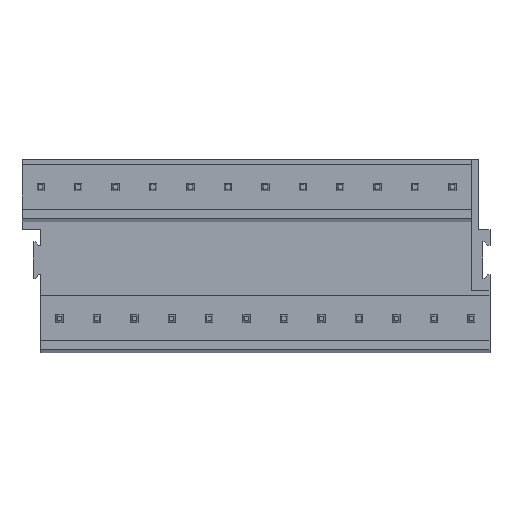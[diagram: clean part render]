
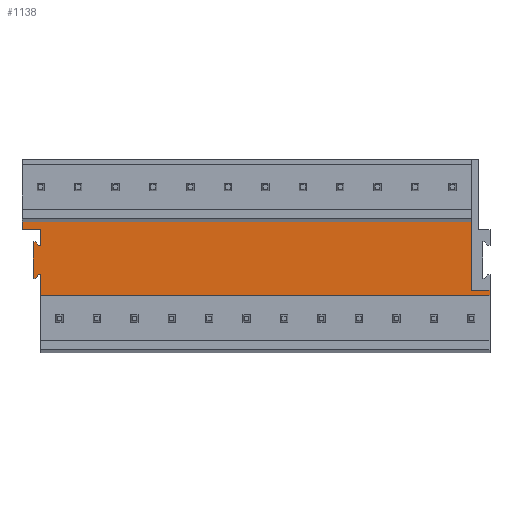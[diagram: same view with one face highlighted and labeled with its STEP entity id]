
A CAD part, top view. The second image highlights one B-rep face of the part: STEP entity #1138.
In plain terms, the highlighted planar face has unit normal (0, 0, 1).
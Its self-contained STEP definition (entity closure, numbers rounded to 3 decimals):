
#801=AXIS2_PLACEMENT_3D('Plane Axis2P3D',#798,#799,#800) ;
#42=CARTESIAN_POINT('Vertex',(2.54,14.6,15.2)) ;
#45=CARTESIAN_POINT('Line Origine',(2.54,15.65,15.2)) ;
#49=CARTESIAN_POINT('Vertex',(2.54,16.7,15.2)) ;
#82=CARTESIAN_POINT('Vertex',(2.54,10.6,15.2)) ;
#85=CARTESIAN_POINT('Line Origine',(2.39,10.6,15.2)) ;
#89=CARTESIAN_POINT('Vertex',(2.24,10.6,15.2)) ;
#116=CARTESIAN_POINT('Line Origine',(2.005,10.35,15.2)) ;
#120=CARTESIAN_POINT('Vertex',(1.77,10.1,15.2)) ;
#147=CARTESIAN_POINT('Line Origine',(1.655,10.1,15.2)) ;
#151=CARTESIAN_POINT('Vertex',(1.54,10.1,15.2)) ;
#178=CARTESIAN_POINT('Line Origine',(1.54,12.6,15.2)) ;
#182=CARTESIAN_POINT('Vertex',(1.54,15.1,15.2)) ;
#209=CARTESIAN_POINT('Line Origine',(1.655,15.1,15.2)) ;
#213=CARTESIAN_POINT('Vertex',(1.77,15.1,15.2)) ;
#240=CARTESIAN_POINT('Line Origine',(2.005,14.85,15.2)) ;
#244=CARTESIAN_POINT('Vertex',(2.24,14.6,15.2)) ;
#271=CARTESIAN_POINT('Line Origine',(2.39,14.6,15.2)) ;
#299=CARTESIAN_POINT('Vertex',(2.54,7.8,15.2)) ;
#313=CARTESIAN_POINT('Vertex',(63.5,7.8,15.2)) ;
#316=CARTESIAN_POINT('Line Origine',(33.02,7.8,15.2)) ;
#798=CARTESIAN_POINT('Axis2P3D Location',(0.,0.4,15.2)) ;
#922=CARTESIAN_POINT('Line Origine',(2.54,9.2,15.2)) ;
#988=CARTESIAN_POINT('Vertex',(0.,16.7,15.2)) ;
#991=CARTESIAN_POINT('Line Origine',(0.,17.64,15.2)) ;
#995=CARTESIAN_POINT('Vertex',(0.,18.58,15.2)) ;
#1089=CARTESIAN_POINT('Line Origine',(62.23,8.5,15.2)) ;
#1093=CARTESIAN_POINT('Vertex',(63.5,8.5,15.2)) ;
#1095=CARTESIAN_POINT('Vertex',(60.96,8.5,15.2)) ;
#1098=CARTESIAN_POINT('Line Origine',(60.96,13.54,15.2)) ;
#1102=CARTESIAN_POINT('Vertex',(60.96,18.58,15.2)) ;
#1105=CARTESIAN_POINT('Line Origine',(30.48,18.58,15.2)) ;
#1110=CARTESIAN_POINT('Line Origine',(1.27,16.7,15.2)) ;
#1115=CARTESIAN_POINT('Line Origine',(63.5,8.15,15.2)) ;
#46=DIRECTION('Vector Direction',(0.,1.,0.)) ;
#86=DIRECTION('Vector Direction',(-1.,0.,0.)) ;
#117=DIRECTION('Vector Direction',(-0.685,-0.729,0.)) ;
#148=DIRECTION('Vector Direction',(-1.,0.,0.)) ;
#179=DIRECTION('Vector Direction',(0.,1.,0.)) ;
#210=DIRECTION('Vector Direction',(1.,0.,0.)) ;
#241=DIRECTION('Vector Direction',(0.685,-0.729,0.)) ;
#272=DIRECTION('Vector Direction',(1.,0.,0.)) ;
#317=DIRECTION('Vector Direction',(1.,0.,0.)) ;
#799=DIRECTION('Axis2P3D Direction',(0.,0.,-1.)) ;
#800=DIRECTION('Axis2P3D XDirection',(0.,1.,0.)) ;
#923=DIRECTION('Vector Direction',(0.,-1.,0.)) ;
#992=DIRECTION('Vector Direction',(0.,1.,0.)) ;
#1090=DIRECTION('Vector Direction',(-1.,0.,0.)) ;
#1099=DIRECTION('Vector Direction',(0.,-1.,0.)) ;
#1106=DIRECTION('Vector Direction',(1.,0.,0.)) ;
#1111=DIRECTION('Vector Direction',(1.,0.,0.)) ;
#1116=DIRECTION('Vector Direction',(0.,1.,0.)) ;
#47=VECTOR('Line Direction',#46,1.) ;
#87=VECTOR('Line Direction',#86,1.) ;
#118=VECTOR('Line Direction',#117,1.) ;
#149=VECTOR('Line Direction',#148,1.) ;
#180=VECTOR('Line Direction',#179,1.) ;
#211=VECTOR('Line Direction',#210,1.) ;
#242=VECTOR('Line Direction',#241,1.) ;
#273=VECTOR('Line Direction',#272,1.) ;
#318=VECTOR('Line Direction',#317,1.) ;
#924=VECTOR('Line Direction',#923,1.) ;
#993=VECTOR('Line Direction',#992,1.) ;
#1091=VECTOR('Line Direction',#1090,1.) ;
#1100=VECTOR('Line Direction',#1099,1.) ;
#1107=VECTOR('Line Direction',#1106,1.) ;
#1112=VECTOR('Line Direction',#1111,1.) ;
#1117=VECTOR('Line Direction',#1116,1.) ;
#1121=ORIENTED_EDGE('',*,*,#1097,.T.) ;
#1122=ORIENTED_EDGE('',*,*,#1104,.F.) ;
#1123=ORIENTED_EDGE('',*,*,#1109,.F.) ;
#1124=ORIENTED_EDGE('',*,*,#997,.F.) ;
#1125=ORIENTED_EDGE('',*,*,#1114,.T.) ;
#1126=ORIENTED_EDGE('',*,*,#51,.F.) ;
#1127=ORIENTED_EDGE('',*,*,#275,.F.) ;
#1128=ORIENTED_EDGE('',*,*,#246,.F.) ;
#1129=ORIENTED_EDGE('',*,*,#215,.F.) ;
#1130=ORIENTED_EDGE('',*,*,#184,.F.) ;
#1131=ORIENTED_EDGE('',*,*,#153,.F.) ;
#1132=ORIENTED_EDGE('',*,*,#122,.F.) ;
#1133=ORIENTED_EDGE('',*,*,#91,.F.) ;
#1134=ORIENTED_EDGE('',*,*,#926,.T.) ;
#1135=ORIENTED_EDGE('',*,*,#320,.T.) ;
#1136=ORIENTED_EDGE('',*,*,#1119,.T.) ;
#1138=ADVANCED_FACE('Housing',(#1137),#802,.F.) ;
#51=EDGE_CURVE('',#43,#50,#48,.T.) ;
#91=EDGE_CURVE('',#83,#90,#88,.T.) ;
#122=EDGE_CURVE('',#90,#121,#119,.T.) ;
#153=EDGE_CURVE('',#121,#152,#150,.T.) ;
#184=EDGE_CURVE('',#152,#183,#181,.T.) ;
#215=EDGE_CURVE('',#183,#214,#212,.T.) ;
#246=EDGE_CURVE('',#214,#245,#243,.T.) ;
#275=EDGE_CURVE('',#245,#43,#274,.T.) ;
#320=EDGE_CURVE('',#300,#314,#319,.T.) ;
#926=EDGE_CURVE('',#83,#300,#925,.T.) ;
#997=EDGE_CURVE('',#989,#996,#994,.T.) ;
#1097=EDGE_CURVE('',#1094,#1096,#1092,.T.) ;
#1104=EDGE_CURVE('',#1103,#1096,#1101,.T.) ;
#1109=EDGE_CURVE('',#996,#1103,#1108,.T.) ;
#1114=EDGE_CURVE('',#989,#50,#1113,.T.) ;
#1119=EDGE_CURVE('',#314,#1094,#1118,.T.) ;
#1120=EDGE_LOOP('',(#1121,#1122,#1123,#1124,#1125,#1126,#1127,#1128,#1129,#1130,#1131,#1132,#1133,#1134,#1135,#1136)) ;
#1137=FACE_OUTER_BOUND('',#1120,.T.) ;
#48=LINE('Line',#45,#47) ;
#88=LINE('Line',#85,#87) ;
#119=LINE('Line',#116,#118) ;
#150=LINE('Line',#147,#149) ;
#181=LINE('Line',#178,#180) ;
#212=LINE('Line',#209,#211) ;
#243=LINE('Line',#240,#242) ;
#274=LINE('Line',#271,#273) ;
#319=LINE('Line',#316,#318) ;
#925=LINE('Line',#922,#924) ;
#994=LINE('Line',#991,#993) ;
#1092=LINE('Line',#1089,#1091) ;
#1101=LINE('Line',#1098,#1100) ;
#1108=LINE('Line',#1105,#1107) ;
#1113=LINE('Line',#1110,#1112) ;
#1118=LINE('Line',#1115,#1117) ;
#802=PLANE('',#801) ;
#43=VERTEX_POINT('',#42) ;
#50=VERTEX_POINT('',#49) ;
#83=VERTEX_POINT('',#82) ;
#90=VERTEX_POINT('',#89) ;
#121=VERTEX_POINT('',#120) ;
#152=VERTEX_POINT('',#151) ;
#183=VERTEX_POINT('',#182) ;
#214=VERTEX_POINT('',#213) ;
#245=VERTEX_POINT('',#244) ;
#300=VERTEX_POINT('',#299) ;
#314=VERTEX_POINT('',#313) ;
#989=VERTEX_POINT('',#988) ;
#996=VERTEX_POINT('',#995) ;
#1094=VERTEX_POINT('',#1093) ;
#1096=VERTEX_POINT('',#1095) ;
#1103=VERTEX_POINT('',#1102) ;
